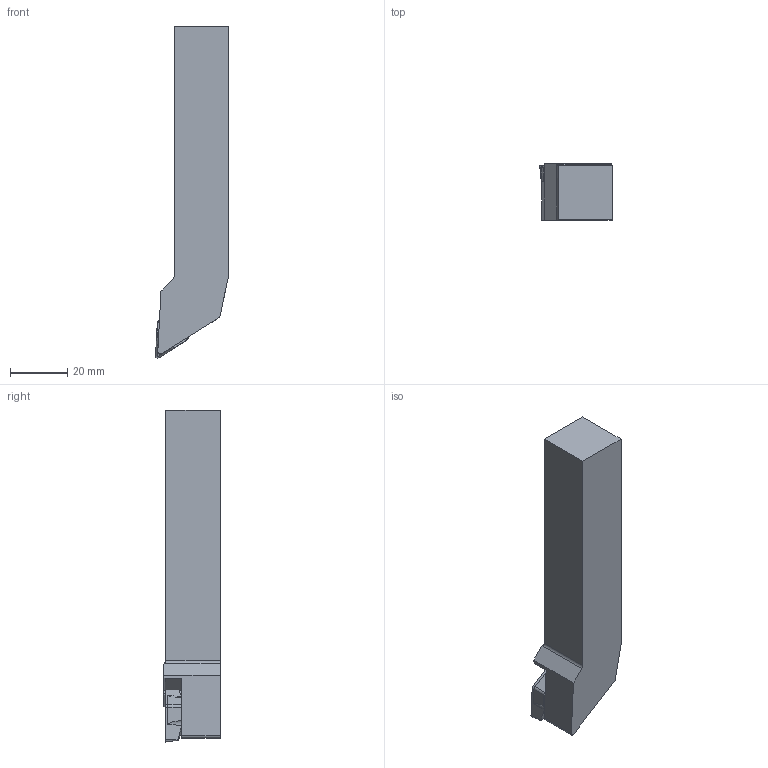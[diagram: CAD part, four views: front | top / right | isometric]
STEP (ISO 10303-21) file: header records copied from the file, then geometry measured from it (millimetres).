
FILE_DESCRIPTION(/* description */ (''),/* implementation_level */ '2;1');
FILE_NAME(/* name */ 'toolassembly_1.stp',/* time_stamp */ '2019-10-29T08:30:03+01:00',/* author */ (''),/* organization */ ('SMS'),/* preprocessor_version */ 'ST-DEVELOPER v16.7',/* originating_system */ 'SIEMENS PLM Software NX 12.0',/* authorisation */ '');
FILE_SCHEMA (('AUTOMOTIVE_DESIGN { 1 0 10303 214 3 1 1 1 }'));
Length unit declared in the file: millimetre
Products named in the file (4): ASSEMBLY_CONSTRUCTION; CUT_20191029082942; NOCUT_20191029082929; TOOLASSEMBLY_1
Assembly tree (3 placements, depth 2):
  TOOLASSEMBLY_1
    NOCUT_20191029082929
    CUT_20191029082942
    ASSEMBLY_CONSTRUCTION
Bounding box: 25.4 x 19.65 x 115.65 mm (x, y, z)
Volume: 39425.5 mm3; surface area: 9716.8 mm2
Topology: 2 solids, 2 shells, 92 faces, 246 edges, 165 vertices
Faces by surface type: plane 52, cylinder 13, extrusion 12, cone 11, bspline 2, sphere 1, torus 1
Full cylindrical faces by diameter (mm): 3.5 x1, 5.25 x1
Entity records: 3729 total; most frequent: CARTESIAN_POINT 1311, ORIENTED_EDGE 470, DIRECTION 463, EDGE_CURVE 235, AXIS2_PLACEMENT_3D 160, VERTEX_POINT 156, VECTOR 143, LINE 131
